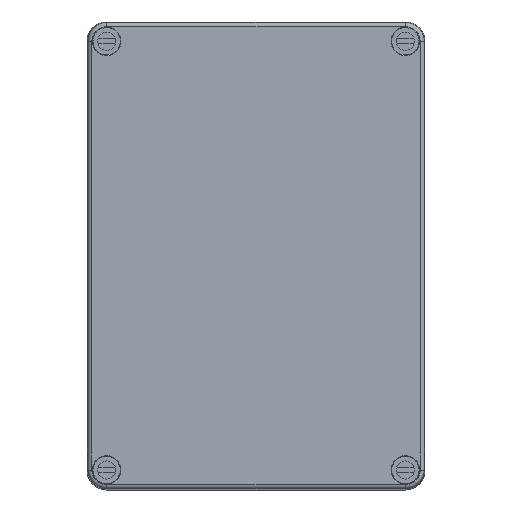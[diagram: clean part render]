
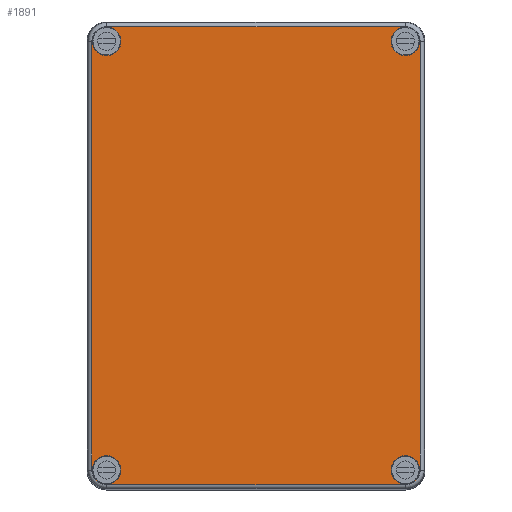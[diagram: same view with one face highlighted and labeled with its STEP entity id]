
A CAD part, top view. The second image highlights one B-rep face of the part: STEP entity #1891.
In plain terms, the highlighted planar face has unit normal (0, 0, 1).
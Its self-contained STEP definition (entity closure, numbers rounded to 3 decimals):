
#1891 = ADVANCED_FACE( '', ( #3938, #3939, #3940, #3941, #3942 ), #3943, .F. );
#3938 = FACE_BOUND( '', #5989, .T. );
#3939 = FACE_BOUND( '', #5990, .T. );
#3940 = FACE_BOUND( '', #5991, .T. );
#3941 = FACE_BOUND( '', #5992, .T. );
#3942 = FACE_OUTER_BOUND( '', #5993, .T. );
#3943 = PLANE( '', #5994 );
#5989 = EDGE_LOOP( '', ( #11125 ) );
#5990 = EDGE_LOOP( '', ( #11126 ) );
#5991 = EDGE_LOOP( '', ( #11127 ) );
#5992 = EDGE_LOOP( '', ( #11128 ) );
#5993 = EDGE_LOOP( '', ( #11129, #11130, #11131, #11132, #11133, #11134, #11135, #11136 ) );
#5994 = AXIS2_PLACEMENT_3D( '', #11137, #11138, #11139 );
#11125 = ORIENTED_EDGE( '', *, *, #12680, .F. );
#11126 = ORIENTED_EDGE( '', *, *, #12644, .F. );
#11127 = ORIENTED_EDGE( '', *, *, #11608, .F. );
#11128 = ORIENTED_EDGE( '', *, *, #12874, .F. );
#11129 = ORIENTED_EDGE( '', *, *, #13359, .T. );
#11130 = ORIENTED_EDGE( '', *, *, #11602, .F. );
#11131 = ORIENTED_EDGE( '', *, *, #11604, .T. );
#11132 = ORIENTED_EDGE( '', *, *, #13166, .T. );
#11133 = ORIENTED_EDGE( '', *, *, #12650, .F. );
#11134 = ORIENTED_EDGE( '', *, *, #13305, .T. );
#11135 = ORIENTED_EDGE( '', *, *, #11660, .F. );
#11136 = ORIENTED_EDGE( '', *, *, #11487, .F. );
#11137 = CARTESIAN_POINT( '', ( -63.173, 82.5, 39. ) );
#11138 = DIRECTION( '', ( 0., 0., -1. ) );
#11139 = DIRECTION( '', ( -1., 0., 0. ) );
#11487 = EDGE_CURVE( '', #13610, #13605, #13612, .T. );
#11602 = EDGE_CURVE( '', #13816, #13811, #13818, .T. );
#11604 = EDGE_CURVE( '', #13816, #13820, #13821, .T. );
#11608 = EDGE_CURVE( '', #13826, #13826, #13827, .T. );
#11660 = EDGE_CURVE( '', #13605, #13917, #13918, .T. );
#12644 = EDGE_CURVE( '', #15467, #15467, #15468, .T. );
#12650 = EDGE_CURVE( '', #15474, #15476, #15477, .T. );
#12680 = EDGE_CURVE( '', #15518, #15518, #15519, .T. );
#12874 = EDGE_CURVE( '', #15785, #15785, #15786, .T. );
#13166 = EDGE_CURVE( '', #13820, #15476, #16143, .T. );
#13305 = EDGE_CURVE( '', #15474, #13917, #16298, .T. );
#13359 = EDGE_CURVE( '', #13610, #13811, #16356, .T. );
#13605 = VERTEX_POINT( '', #16669 );
#13610 = VERTEX_POINT( '', #16675 );
#13612 = LINE( '', #16677, #16678 );
#13811 = VERTEX_POINT( '', #16986 );
#13816 = VERTEX_POINT( '', #16992 );
#13818 = LINE( '', #16994, #16995 );
#13820 = VERTEX_POINT( '', #16997 );
#13821 = CIRCLE( '', #16998, 5.673 );
#13826 = VERTEX_POINT( '', #17003 );
#13827 = CIRCLE( '', #17004, 5.5 );
#13917 = VERTEX_POINT( '', #17155 );
#13918 = CIRCLE( '', #17156, 5.673 );
#15467 = VERTEX_POINT( '', #19181 );
#15468 = CIRCLE( '', #19182, 5.5 );
#15474 = VERTEX_POINT( '', #19188 );
#15476 = VERTEX_POINT( '', #19190 );
#15477 = CIRCLE( '', #19191, 5.673 );
#15518 = VERTEX_POINT( '', #19244 );
#15519 = CIRCLE( '', #19245, 5.5 );
#15785 = VERTEX_POINT( '', #19643 );
#15786 = CIRCLE( '', #19644, 5.5 );
#16143 = LINE( '', #20179, #20180 );
#16298 = LINE( '', #20381, #20382 );
#16356 = CIRCLE( '', #20448, 5.673 );
#16669 = CARTESIAN_POINT( '', ( -57.5, -88.173, 39. ) );
#16675 = CARTESIAN_POINT( '', ( 57.5, -88.173, 39. ) );
#16677 = CARTESIAN_POINT( '', ( 57.5, -88.173, 39. ) );
#16678 = VECTOR( '', #20656, 1000. );
#16986 = CARTESIAN_POINT( '', ( 63.173, -82.5, 39. ) );
#16992 = CARTESIAN_POINT( '', ( 63.173, 82.5, 39. ) );
#16994 = CARTESIAN_POINT( '', ( 63.173, 82.5, 39. ) );
#16995 = VECTOR( '', #20807, 1000. );
#16997 = CARTESIAN_POINT( '', ( 57.5, 88.173, 39. ) );
#16998 = AXIS2_PLACEMENT_3D( '', #20808, #20809, #20810 );
#17003 = CARTESIAN_POINT( '', ( 63., -82.5, 39. ) );
#17004 = AXIS2_PLACEMENT_3D( '', #20817, #20818, #20819 );
#17155 = CARTESIAN_POINT( '', ( -63.173, -82.5, 39. ) );
#17156 = AXIS2_PLACEMENT_3D( '', #20884, #20885, #20886 );
#19181 = CARTESIAN_POINT( '', ( -52., -82.5, 39. ) );
#19182 = AXIS2_PLACEMENT_3D( '', #22198, #22199, #22200 );
#19188 = CARTESIAN_POINT( '', ( -63.173, 82.5, 39. ) );
#19190 = CARTESIAN_POINT( '', ( -57.5, 88.173, 39. ) );
#19191 = AXIS2_PLACEMENT_3D( '', #22213, #22214, #22215 );
#19244 = CARTESIAN_POINT( '', ( -52., 82.5, 39. ) );
#19245 = AXIS2_PLACEMENT_3D( '', #22249, #22250, #22251 );
#19643 = CARTESIAN_POINT( '', ( 63., 82.5, 39. ) );
#19644 = AXIS2_PLACEMENT_3D( '', #22508, #22509, #22510 );
#20179 = CARTESIAN_POINT( '', ( 57.5, 88.173, 39. ) );
#20180 = VECTOR( '', #22795, 1000. );
#20381 = CARTESIAN_POINT( '', ( -63.173, 82.5, 39. ) );
#20382 = VECTOR( '', #22899, 1000. );
#20448 = AXIS2_PLACEMENT_3D( '', #22920, #22921, #22922 );
#20656 = DIRECTION( '', ( -1., 0., 0. ) );
#20807 = DIRECTION( '', ( 0., -1., 0. ) );
#20808 = CARTESIAN_POINT( '', ( 57.5, 82.5, 39. ) );
#20809 = DIRECTION( '', ( 0., 0., 1. ) );
#20810 = DIRECTION( '', ( 1., 0., 0. ) );
#20817 = CARTESIAN_POINT( '', ( 57.5, -82.5, 39. ) );
#20818 = DIRECTION( '', ( 0., 0., 1. ) );
#20819 = DIRECTION( '', ( 1., 0., 0. ) );
#20884 = CARTESIAN_POINT( '', ( -57.5, -82.5, 39. ) );
#20885 = DIRECTION( '', ( 0., 0., -1. ) );
#20886 = DIRECTION( '', ( -1., 0., 0. ) );
#22198 = CARTESIAN_POINT( '', ( -57.5, -82.5, 39. ) );
#22199 = DIRECTION( '', ( 0., 0., 1. ) );
#22200 = DIRECTION( '', ( 1., 0., 0. ) );
#22213 = CARTESIAN_POINT( '', ( -57.5, 82.5, 39. ) );
#22214 = DIRECTION( '', ( 0., 0., -1. ) );
#22215 = DIRECTION( '', ( -1., 0., 0. ) );
#22249 = CARTESIAN_POINT( '', ( -57.5, 82.5, 39. ) );
#22250 = DIRECTION( '', ( 0., 0., 1. ) );
#22251 = DIRECTION( '', ( 1., 0., 0. ) );
#22508 = CARTESIAN_POINT( '', ( 57.5, 82.5, 39. ) );
#22509 = DIRECTION( '', ( 0., 0., 1. ) );
#22510 = DIRECTION( '', ( 1., 0., 0. ) );
#22795 = DIRECTION( '', ( -1., 0., 0. ) );
#22899 = DIRECTION( '', ( 0., -1., 0. ) );
#22920 = CARTESIAN_POINT( '', ( 57.5, -82.5, 39. ) );
#22921 = DIRECTION( '', ( 0., 0., 1. ) );
#22922 = DIRECTION( '', ( 1., 0., 0. ) );
